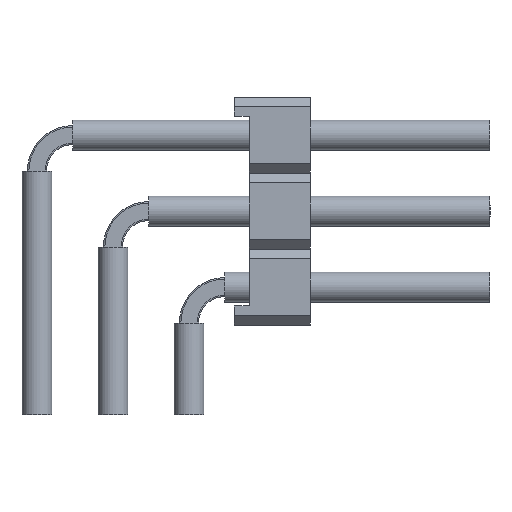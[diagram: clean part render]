
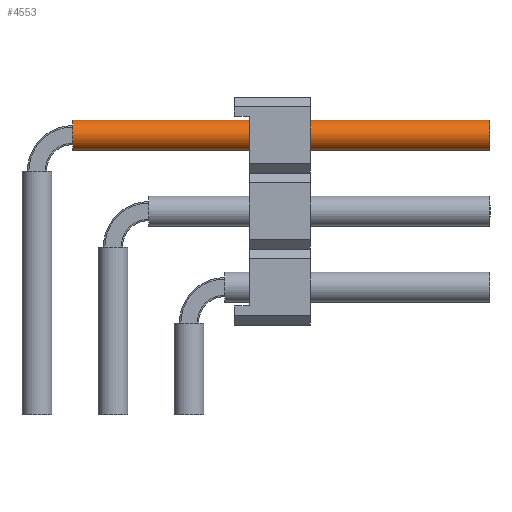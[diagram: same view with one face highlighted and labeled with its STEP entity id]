
A CAD part, left-side view. The second image highlights one B-rep face of the part: STEP entity #4553.
In plain terms, the highlighted cylindrical face has radius 0.5 mm (diameter 1 mm), a full revolution.
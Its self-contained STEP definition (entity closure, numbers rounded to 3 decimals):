
#2334=ORIENTED_EDGE('',*,*,#3064,.F.);
#2335=ORIENTED_EDGE('',*,*,#3065,.T.);
#3064=EDGE_CURVE('',#3524,#3524,#3712,.T.);
#3065=EDGE_CURVE('',#3525,#3525,#3713,.T.);
#3524=VERTEX_POINT('',#7648);
#3525=VERTEX_POINT('',#7650);
#3712=CIRCLE('',#5051,0.5);
#3713=CIRCLE('',#5052,0.5);
#3964=EDGE_LOOP('',(#2334));
#3965=EDGE_LOOP('',(#2335));
#4230=FACE_BOUND('',#3964,.T.);
#4231=FACE_BOUND('',#3965,.T.);
#4337=CYLINDRICAL_SURFACE('',#5050,0.5);
#4553=ADVANCED_FACE('',(#4230,#4231),#4337,.F.);
#5050=AXIS2_PLACEMENT_3D('',#7646,#6283,#6284);
#5051=AXIS2_PLACEMENT_3D('',#7647,#6285,#6286);
#5052=AXIS2_PLACEMENT_3D('',#7649,#6287,#6288);
#6283=DIRECTION('',(1.,0.,0.));
#6284=DIRECTION('',(0.,0.,-1.));
#6285=DIRECTION('',(-1.,0.,0.));
#6286=DIRECTION('',(0.,0.,1.));
#6287=DIRECTION('',(-1.,0.,0.));
#6288=DIRECTION('',(0.,0.,1.));
#7646=CARTESIAN_POINT('',(1.2,0.,9.35));
#7647=CARTESIAN_POINT('',(15.14,0.,9.35));
#7648=CARTESIAN_POINT('',(15.14,0.,9.85));
#7649=CARTESIAN_POINT('',(1.2,0.,9.35));
#7650=CARTESIAN_POINT('',(1.2,0.,9.85));
